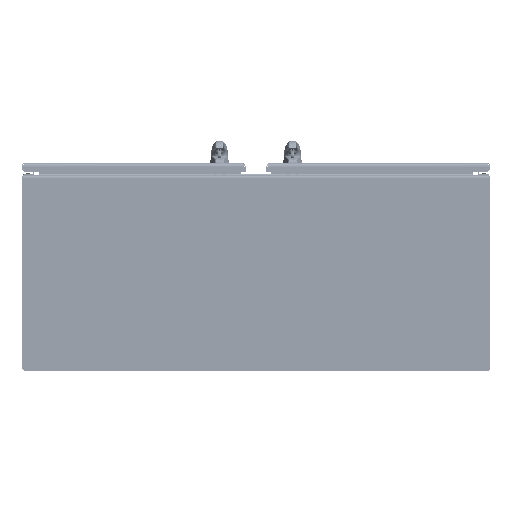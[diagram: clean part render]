
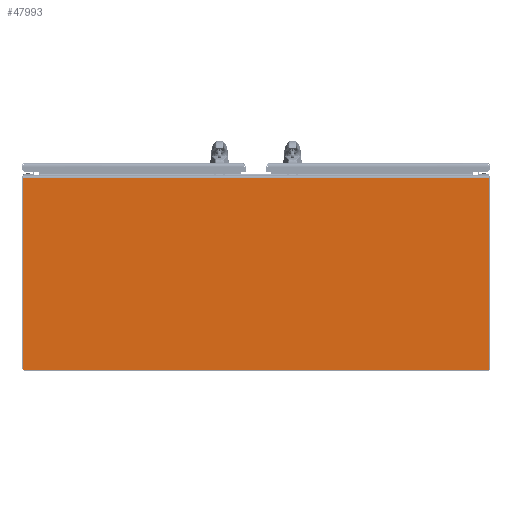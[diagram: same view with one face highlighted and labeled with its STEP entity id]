
A CAD part, front view. The second image highlights one B-rep face of the part: STEP entity #47993.
In plain terms, the highlighted face is planar.
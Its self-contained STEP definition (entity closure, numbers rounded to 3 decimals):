
#3142=PLANE('',#52186);
#4342=FACE_OUTER_BOUND('',#7353,.T.);
#7353=EDGE_LOOP('',(#32512,#32513,#32514,#32515));
#10681=LINE('',#72731,#14136);
#10687=LINE('',#72749,#14142);
#10690=LINE('',#72755,#14145);
#10691=LINE('',#72756,#14146);
#14136=VECTOR('',#58406,0.394);
#14142=VECTOR('',#58430,0.394);
#14145=VECTOR('',#58435,0.394);
#14146=VECTOR('',#58436,0.394);
#20086=VERTEX_POINT('',#72728);
#20087=VERTEX_POINT('',#72730);
#20090=VERTEX_POINT('',#72748);
#20092=VERTEX_POINT('',#72754);
#24731=EDGE_CURVE('',#20087,#20086,#10681,.T.);
#24740=EDGE_CURVE('',#20087,#20090,#10687,.T.);
#24743=EDGE_CURVE('',#20092,#20086,#10690,.T.);
#24744=EDGE_CURVE('',#20090,#20092,#10691,.T.);
#32512=ORIENTED_EDGE('',*,*,#24731,.T.);
#32513=ORIENTED_EDGE('',*,*,#24743,.F.);
#32514=ORIENTED_EDGE('',*,*,#24744,.F.);
#32515=ORIENTED_EDGE('',*,*,#24740,.F.);
#47993=ADVANCED_FACE('',(#4342),#3142,.T.);
#52186=AXIS2_PLACEMENT_3D('',#72753,#58433,#58434);
#58406=DIRECTION('',(0.,1.,0.));
#58430=DIRECTION('',(-1.,0.,0.));
#58433=DIRECTION('center_axis',(0.,0.,1.));
#58434=DIRECTION('ref_axis',(1.,0.,0.));
#58435=DIRECTION('',(1.,0.,0.));
#58436=DIRECTION('',(0.,1.,0.));
#72728=CARTESIAN_POINT('',(9.708,23.959,0.104));
#72730=CARTESIAN_POINT('',(9.708,-23.959,0.104));
#72731=CARTESIAN_POINT('',(9.709,-11.979,0.104));
#72748=CARTESIAN_POINT('',(-9.958,-23.959,0.104));
#72749=CARTESIAN_POINT('',(9.959,-23.959,0.104));
#72753=CARTESIAN_POINT('Origin',(0.,0.,0.104));
#72754=CARTESIAN_POINT('',(-9.958,23.959,0.104));
#72755=CARTESIAN_POINT('',(-9.958,23.959,0.104));
#72756=CARTESIAN_POINT('',(-9.958,-23.959,0.104));
